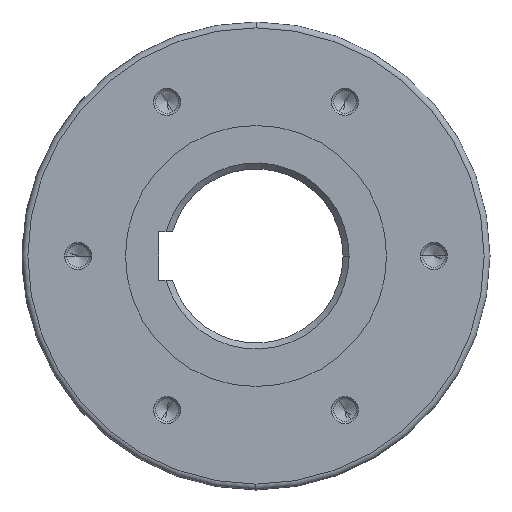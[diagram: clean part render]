
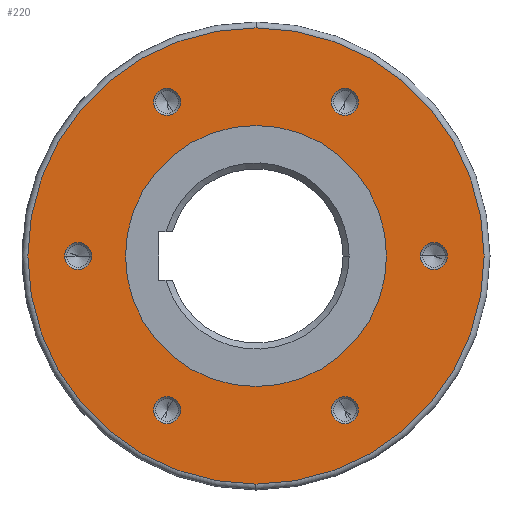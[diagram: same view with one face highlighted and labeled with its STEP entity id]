
A CAD part, left-side view. The second image highlights one B-rep face of the part: STEP entity #220.
In plain terms, the highlighted planar face has unit normal (-1, 0, 0).
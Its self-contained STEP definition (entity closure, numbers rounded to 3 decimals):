
#220=ADVANCED_FACE('',(#600,#601,#602,#603,#604,#605,#606,#607),#608,.T.);
#600=FACE_BOUND('',#1011,.T.);
#601=FACE_BOUND('',#1012,.T.);
#602=FACE_BOUND('',#1013,.T.);
#603=FACE_BOUND('',#1014,.T.);
#604=FACE_BOUND('',#1015,.T.);
#605=FACE_BOUND('',#1016,.T.);
#606=FACE_OUTER_BOUND('',#1017,.T.);
#607=FACE_BOUND('',#1018,.T.);
#608=PLANE('',#1019);
#1011=EDGE_LOOP('',(#2291,#2292));
#1012=EDGE_LOOP('',(#2293,#2294));
#1013=EDGE_LOOP('',(#2295,#2296));
#1014=EDGE_LOOP('',(#2297,#2298));
#1015=EDGE_LOOP('',(#2299,#2300));
#1016=EDGE_LOOP('',(#2301,#2302));
#1017=EDGE_LOOP('',(#2303,#2304,#2305));
#1018=EDGE_LOOP('',(#2306,#2307));
#1019=AXIS2_PLACEMENT_3D('',#2308,#2309,#2310);
#2291=ORIENTED_EDGE('',*,*,#2604,.T.);
#2292=ORIENTED_EDGE('',*,*,#2787,.T.);
#2293=ORIENTED_EDGE('',*,*,#2587,.T.);
#2294=ORIENTED_EDGE('',*,*,#2792,.T.);
#2295=ORIENTED_EDGE('',*,*,#2570,.T.);
#2296=ORIENTED_EDGE('',*,*,#2797,.T.);
#2297=ORIENTED_EDGE('',*,*,#2553,.T.);
#2298=ORIENTED_EDGE('',*,*,#2802,.T.);
#2299=ORIENTED_EDGE('',*,*,#2536,.T.);
#2300=ORIENTED_EDGE('',*,*,#2807,.T.);
#2301=ORIENTED_EDGE('',*,*,#2519,.T.);
#2302=ORIENTED_EDGE('',*,*,#2812,.T.);
#2303=ORIENTED_EDGE('',*,*,#2839,.T.);
#2304=ORIENTED_EDGE('',*,*,#2489,.T.);
#2305=ORIENTED_EDGE('',*,*,#2840,.T.);
#2306=ORIENTED_EDGE('',*,*,#2450,.F.);
#2307=ORIENTED_EDGE('',*,*,#2841,.F.);
#2308=CARTESIAN_POINT('',(-78.0,0.0,0.));
#2309=DIRECTION('',(-1.0,0.0,0.));
#2310=DIRECTION('',(0.,0.0,1.0));
#2450=EDGE_CURVE('',#2861,#2857,#2863,.T.);
#2489=EDGE_CURVE('',#2932,#2934,#2936,.T.);
#2519=EDGE_CURVE('',#2985,#2987,#2989,.T.);
#2536=EDGE_CURVE('',#3015,#3017,#3019,.T.);
#2553=EDGE_CURVE('',#3045,#3047,#3049,.T.);
#2570=EDGE_CURVE('',#3075,#3077,#3079,.T.);
#2587=EDGE_CURVE('',#3105,#3107,#3109,.T.);
#2604=EDGE_CURVE('',#3135,#3137,#3139,.T.);
#2787=EDGE_CURVE('',#3137,#3135,#3430,.T.);
#2792=EDGE_CURVE('',#3107,#3105,#3435,.T.);
#2797=EDGE_CURVE('',#3077,#3075,#3440,.T.);
#2802=EDGE_CURVE('',#3047,#3045,#3445,.T.);
#2807=EDGE_CURVE('',#3017,#3015,#3450,.T.);
#2812=EDGE_CURVE('',#2987,#2985,#3455,.T.);
#2839=EDGE_CURVE('',#3493,#2932,#3494,.T.);
#2840=EDGE_CURVE('',#2934,#3493,#3495,.T.);
#2841=EDGE_CURVE('',#2857,#2861,#3496,.T.);
#2857=VERTEX_POINT('',#3516);
#2861=VERTEX_POINT('',#3521);
#2863=CIRCLE('',#3524,67.5);
#2932=VERTEX_POINT('',#3806);
#2934=VERTEX_POINT('',#3808);
#2936=CIRCLE('',#3810,117.975);
#2985=VERTEX_POINT('',#3889);
#2987=VERTEX_POINT('',#3892);
#2989=CIRCLE('',#3895,7.0);
#3015=VERTEX_POINT('',#3929);
#3017=VERTEX_POINT('',#3932);
#3019=CIRCLE('',#3935,7.0);
#3045=VERTEX_POINT('',#3969);
#3047=VERTEX_POINT('',#3972);
#3049=CIRCLE('',#3975,7.0);
#3075=VERTEX_POINT('',#4009);
#3077=VERTEX_POINT('',#4012);
#3079=CIRCLE('',#4015,7.0);
#3105=VERTEX_POINT('',#4049);
#3107=VERTEX_POINT('',#4052);
#3109=CIRCLE('',#4055,7.0);
#3135=VERTEX_POINT('',#4089);
#3137=VERTEX_POINT('',#4092);
#3139=CIRCLE('',#4095,7.0);
#3430=CIRCLE('',#4550,7.0);
#3435=CIRCLE('',#4555,7.0);
#3440=CIRCLE('',#4560,7.0);
#3445=CIRCLE('',#4565,7.0);
#3450=CIRCLE('',#4570,7.0);
#3455=CIRCLE('',#4575,7.0);
#3493=VERTEX_POINT('',#4643);
#3494=CIRCLE('',#4644,117.975);
#3495=CIRCLE('',#4645,117.975);
#3496=CIRCLE('',#4646,67.5);
#3516=CARTESIAN_POINT('',(-78.0,0.,-67.5));
#3521=CARTESIAN_POINT('',(-78.0,0.,67.5));
#3524=AXIS2_PLACEMENT_3D('',#4675,#4676,#4677);
#3806=CARTESIAN_POINT('',(-78.0,0.,117.975));
#3808=CARTESIAN_POINT('',(-78.0,0.,-117.975));
#3810=AXIS2_PLACEMENT_3D('',#4754,#4755,#4756);
#3889=CARTESIAN_POINT('',(-78.0,99.0,0.0));
#3892=CARTESIAN_POINT('',(-78.0,85.0,0.));
#3895=AXIS2_PLACEMENT_3D('',#4810,#4811,#4812);
#3929=CARTESIAN_POINT('',(-78.0,49.5,85.737));
#3932=CARTESIAN_POINT('',(-78.0,42.5,73.612));
#3935=AXIS2_PLACEMENT_3D('',#4841,#4842,#4843);
#3969=CARTESIAN_POINT('',(-78.0,-49.5,85.737));
#3972=CARTESIAN_POINT('',(-78.0,-42.5,73.612));
#3975=AXIS2_PLACEMENT_3D('',#4872,#4873,#4874);
#4009=CARTESIAN_POINT('',(-78.0,-99.0,0.));
#4012=CARTESIAN_POINT('',(-78.0,-85.0,0.));
#4015=AXIS2_PLACEMENT_3D('',#4903,#4904,#4905);
#4049=CARTESIAN_POINT('',(-78.0,-49.5,-85.737));
#4052=CARTESIAN_POINT('',(-78.0,-42.5,-73.612));
#4055=AXIS2_PLACEMENT_3D('',#4934,#4935,#4936);
#4089=CARTESIAN_POINT('',(-78.0,49.5,-85.737));
#4092=CARTESIAN_POINT('',(-78.0,42.5,-73.612));
#4095=AXIS2_PLACEMENT_3D('',#4965,#4966,#4967);
#4550=AXIS2_PLACEMENT_3D('',#5342,#5343,#5344);
#4555=AXIS2_PLACEMENT_3D('',#5357,#5358,#5359);
#4560=AXIS2_PLACEMENT_3D('',#5372,#5373,#5374);
#4565=AXIS2_PLACEMENT_3D('',#5387,#5388,#5389);
#4570=AXIS2_PLACEMENT_3D('',#5402,#5403,#5404);
#4575=AXIS2_PLACEMENT_3D('',#5417,#5418,#5419);
#4643=CARTESIAN_POINT('',(-78.0,-117.975,0.));
#4644=AXIS2_PLACEMENT_3D('',#5468,#5469,#5470);
#4645=AXIS2_PLACEMENT_3D('',#5471,#5472,#5473);
#4646=AXIS2_PLACEMENT_3D('',#5474,#5475,#5476);
#4675=CARTESIAN_POINT('',(-78.0,0.0,0.0));
#4676=DIRECTION('',(-1.0,0.0,0.));
#4677=DIRECTION('',(0.,0.0,-1.0));
#4754=CARTESIAN_POINT('',(-78.0,0.,0.));
#4755=DIRECTION('',(-1.0,-0.0,0.));
#4756=DIRECTION('',(0.0,-1.0,0.0));
#4810=CARTESIAN_POINT('',(-78.0,92.0,0.0));
#4811=DIRECTION('',(1.0,-0.0,0.));
#4812=DIRECTION('',(0.0,1.0,0.0));
#4841=CARTESIAN_POINT('',(-78.0,46.0,79.674));
#4842=DIRECTION('',(1.0,0.,0.));
#4843=DIRECTION('',(0.,0.5,0.866));
#4872=CARTESIAN_POINT('',(-78.0,-46.0,79.674));
#4873=DIRECTION('',(1.0,0.0,0.));
#4874=DIRECTION('',(0.,-0.5,0.866));
#4903=CARTESIAN_POINT('',(-78.0,-92.0,0.));
#4904=DIRECTION('',(1.0,0.0,0.));
#4905=DIRECTION('',(0.,-1.0,0.));
#4934=CARTESIAN_POINT('',(-78.0,-46.0,-79.674));
#4935=DIRECTION('',(1.0,0.,0.));
#4936=DIRECTION('',(0.,-0.5,-0.866));
#4965=CARTESIAN_POINT('',(-78.0,46.,-79.674));
#4966=DIRECTION('',(1.0,0.0,0.));
#4967=DIRECTION('',(0.,0.5,-0.866));
#5342=CARTESIAN_POINT('',(-78.0,46.,-79.674));
#5343=DIRECTION('',(1.0,0.0,0.));
#5344=DIRECTION('',(0.,0.5,-0.866));
#5357=CARTESIAN_POINT('',(-78.0,-46.0,-79.674));
#5358=DIRECTION('',(1.0,0.,0.));
#5359=DIRECTION('',(0.,-0.5,-0.866));
#5372=CARTESIAN_POINT('',(-78.0,-92.0,0.));
#5373=DIRECTION('',(1.0,0.0,0.));
#5374=DIRECTION('',(0.,-1.0,0.));
#5387=CARTESIAN_POINT('',(-78.0,-46.0,79.674));
#5388=DIRECTION('',(1.0,0.0,0.));
#5389=DIRECTION('',(0.,-0.5,0.866));
#5402=CARTESIAN_POINT('',(-78.0,46.0,79.674));
#5403=DIRECTION('',(1.0,0.,0.));
#5404=DIRECTION('',(0.,0.5,0.866));
#5417=CARTESIAN_POINT('',(-78.0,92.0,0.0));
#5418=DIRECTION('',(1.0,-0.0,0.));
#5419=DIRECTION('',(0.0,1.0,0.0));
#5468=CARTESIAN_POINT('',(-78.0,0.,0.));
#5469=DIRECTION('',(-1.0,-0.0,0.));
#5470=DIRECTION('',(0.0,-1.0,0.0));
#5471=CARTESIAN_POINT('',(-78.0,0.,0.));
#5472=DIRECTION('',(-1.0,-0.0,0.));
#5473=DIRECTION('',(0.0,-1.0,0.0));
#5474=CARTESIAN_POINT('',(-78.0,0.0,0.0));
#5475=DIRECTION('',(-1.0,0.0,0.));
#5476=DIRECTION('',(0.,0.0,-1.0));
